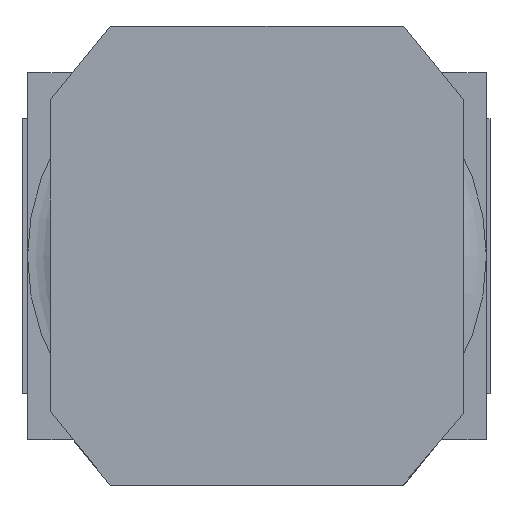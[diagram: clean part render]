
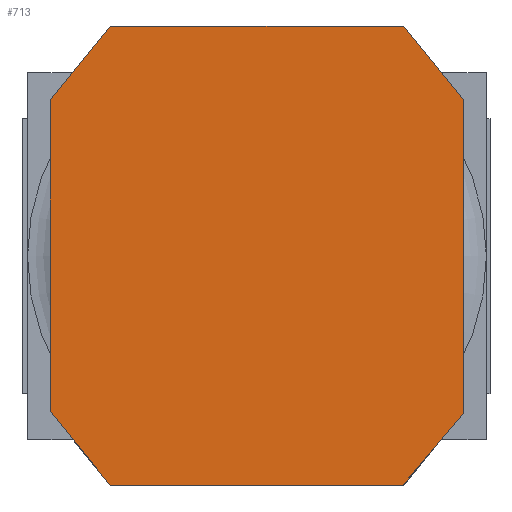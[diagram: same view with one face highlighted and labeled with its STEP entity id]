
A CAD part, top view. The second image highlights one B-rep face of the part: STEP entity #713.
In plain terms, the highlighted planar face has unit normal (0, 0, 1).
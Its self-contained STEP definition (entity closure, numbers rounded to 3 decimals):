
#377 = VERTEX_POINT('',#378);
#378 = CARTESIAN_POINT('',(2.25,-1.716,4.));
#384 = EDGE_CURVE('',#377,#385,#387,.T.);
#385 = VERTEX_POINT('',#386);
#386 = CARTESIAN_POINT('',(2.25,1.7,4.));
#387 = LINE('',#388,#389);
#388 = CARTESIAN_POINT('',(2.25,-1.716,4.));
#389 = VECTOR('',#390,1.);
#390 = DIRECTION('',(0.,1.,0.));
#473 = VERTEX_POINT('',#474);
#474 = CARTESIAN_POINT('',(-2.25,1.7,4.));
#480 = EDGE_CURVE('',#473,#481,#483,.T.);
#481 = VERTEX_POINT('',#482);
#482 = CARTESIAN_POINT('',(-2.25,-1.7,4.));
#483 = LINE('',#484,#485);
#484 = CARTESIAN_POINT('',(-2.25,1.7,4.));
#485 = VECTOR('',#486,1.);
#486 = DIRECTION('',(0.,-1.,0.));
#694 = VERTEX_POINT('',#695);
#695 = CARTESIAN_POINT('',(1.591,-2.5,4.));
#701 = EDGE_CURVE('',#694,#377,#702,.T.);
#702 = LINE('',#703,#704);
#703 = CARTESIAN_POINT('',(1.591,-2.5,4.));
#704 = VECTOR('',#705,1.);
#705 = DIRECTION('',(0.643,0.766,0.));
#713 = ADVANCED_FACE('',(#714),#771,.T.);
#714 = FACE_BOUND('',#715,.T.);
#715 = EDGE_LOOP('',(#716,#724,#725,#733,#741,#747,#748,#749,#757,#765)
  );
#716 = ORIENTED_EDGE('',*,*,#717,.T.);
#717 = EDGE_CURVE('',#718,#473,#720,.T.);
#718 = VERTEX_POINT('',#719);
#719 = CARTESIAN_POINT('',(-1.6,2.5,4.));
#720 = LINE('',#721,#722);
#721 = CARTESIAN_POINT('',(-1.6,2.5,4.));
#722 = VECTOR('',#723,1.);
#723 = DIRECTION('',(-0.631,-0.776,0.));
#724 = ORIENTED_EDGE('',*,*,#480,.T.);
#725 = ORIENTED_EDGE('',*,*,#726,.T.);
#726 = EDGE_CURVE('',#481,#727,#729,.T.);
#727 = VERTEX_POINT('',#728);
#728 = CARTESIAN_POINT('',(-1.6,-2.5,4.));
#729 = LINE('',#730,#731);
#730 = CARTESIAN_POINT('',(-2.25,-1.7,4.));
#731 = VECTOR('',#732,1.);
#732 = DIRECTION('',(0.631,-0.776,0.));
#733 = ORIENTED_EDGE('',*,*,#734,.T.);
#734 = EDGE_CURVE('',#727,#735,#737,.T.);
#735 = VERTEX_POINT('',#736);
#736 = CARTESIAN_POINT('',(0.,-2.5,4.));
#737 = LINE('',#738,#739);
#738 = CARTESIAN_POINT('',(-1.6,-2.5,4.));
#739 = VECTOR('',#740,1.);
#740 = DIRECTION('',(1.,0.,0.));
#741 = ORIENTED_EDGE('',*,*,#742,.T.);
#742 = EDGE_CURVE('',#735,#694,#743,.T.);
#743 = LINE('',#744,#745);
#744 = CARTESIAN_POINT('',(-1.6,-2.5,4.));
#745 = VECTOR('',#746,1.);
#746 = DIRECTION('',(1.,0.,0.));
#747 = ORIENTED_EDGE('',*,*,#701,.T.);
#748 = ORIENTED_EDGE('',*,*,#384,.T.);
#749 = ORIENTED_EDGE('',*,*,#750,.T.);
#750 = EDGE_CURVE('',#385,#751,#753,.T.);
#751 = VERTEX_POINT('',#752);
#752 = CARTESIAN_POINT('',(1.6,2.5,4.));
#753 = LINE('',#754,#755);
#754 = CARTESIAN_POINT('',(2.25,1.7,4.));
#755 = VECTOR('',#756,1.);
#756 = DIRECTION('',(-0.631,0.776,0.));
#757 = ORIENTED_EDGE('',*,*,#758,.T.);
#758 = EDGE_CURVE('',#751,#759,#761,.T.);
#759 = VERTEX_POINT('',#760);
#760 = CARTESIAN_POINT('',(0.,2.5,4.));
#761 = LINE('',#762,#763);
#762 = CARTESIAN_POINT('',(1.6,2.5,4.));
#763 = VECTOR('',#764,1.);
#764 = DIRECTION('',(-1.,0.,0.));
#765 = ORIENTED_EDGE('',*,*,#766,.T.);
#766 = EDGE_CURVE('',#759,#718,#767,.T.);
#767 = LINE('',#768,#769);
#768 = CARTESIAN_POINT('',(1.6,2.5,4.));
#769 = VECTOR('',#770,1.);
#770 = DIRECTION('',(-1.,0.,0.));
#771 = PLANE('',#772);
#772 = AXIS2_PLACEMENT_3D('',#773,#774,#775);
#773 = CARTESIAN_POINT('',(0.,0.,4.));
#774 = DIRECTION('',(0.,0.,1.));
#775 = DIRECTION('',(1.,0.,0.));
